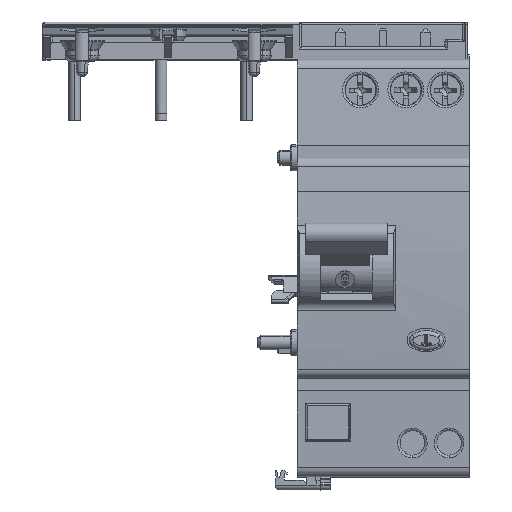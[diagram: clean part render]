
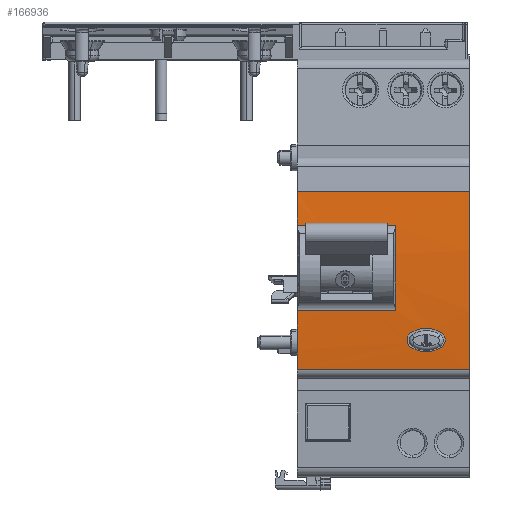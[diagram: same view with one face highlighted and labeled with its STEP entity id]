
A CAD part, top view. The second image highlights one B-rep face of the part: STEP entity #166936.
In plain terms, the highlighted cylindrical face has radius 200 mm (diameter 400 mm), a partial arc.
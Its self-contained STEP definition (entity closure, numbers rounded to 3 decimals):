
#158319=AXIS2_PLACEMENT_3D('Circle Axis2P3D',#158317,#158318,$) ;
#166888=AXIS2_PLACEMENT_3D('Cylinder Axis2P3D',#166885,#166886,#166887) ;
#166892=AXIS2_PLACEMENT_3D('Circle Axis2P3D',#166890,#166891,$) ;
#166897=AXIS2_PLACEMENT_3D('Circle Axis2P3D',#166895,#166896,$) ;
#166911=AXIS2_PLACEMENT_3D('Circle Axis2P3D',#166909,#166910,$) ;
#158106=CARTESIAN_POINT('Vertex',(13.075,-16.143,2.347)) ;
#158110=CARTESIAN_POINT('Control Point',(16.25,-17.1,2.268)) ;
#158111=CARTESIAN_POINT('Control Point',(15.409,-17.1,2.268)) ;
#158112=CARTESIAN_POINT('Control Point',(14.568,-16.936,2.282)) ;
#158113=CARTESIAN_POINT('Control Point',(13.776,-16.607,2.31)) ;
#158114=CARTESIAN_POINT('Control Point',(13.075,-16.143,2.347)) ;
#158115=CARTESIAN_POINT('Vertex',(16.25,-17.1,2.268)) ;
#158136=CARTESIAN_POINT('Control Point',(16.25,-17.1,2.268)) ;
#158137=CARTESIAN_POINT('Control Point',(17.091,-17.1,2.268)) ;
#158138=CARTESIAN_POINT('Control Point',(17.932,-16.936,2.282)) ;
#158139=CARTESIAN_POINT('Control Point',(18.724,-16.607,2.31)) ;
#158140=CARTESIAN_POINT('Control Point',(19.425,-16.143,2.347)) ;
#158141=CARTESIAN_POINT('Vertex',(19.425,-16.143,2.347)) ;
#158162=CARTESIAN_POINT('Control Point',(19.425,-16.143,2.347)) ;
#158163=CARTESIAN_POINT('Control Point',(19.963,-15.743,2.38)) ;
#158164=CARTESIAN_POINT('Control Point',(20.316,-15.093,2.432)) ;
#158165=CARTESIAN_POINT('Control Point',(20.316,-14.308,2.49)) ;
#158166=CARTESIAN_POINT('Control Point',(19.963,-13.657,2.534)) ;
#158167=CARTESIAN_POINT('Control Point',(19.425,-13.257,2.56)) ;
#158168=CARTESIAN_POINT('Vertex',(19.425,-13.257,2.56)) ;
#158190=CARTESIAN_POINT('Control Point',(16.25,-12.3,2.621)) ;
#158191=CARTESIAN_POINT('Control Point',(17.091,-12.3,2.621)) ;
#158192=CARTESIAN_POINT('Control Point',(17.932,-12.464,2.611)) ;
#158193=CARTESIAN_POINT('Control Point',(18.724,-12.793,2.591)) ;
#158194=CARTESIAN_POINT('Control Point',(19.425,-13.257,2.56)) ;
#158195=CARTESIAN_POINT('Vertex',(16.25,-12.3,2.621)) ;
#158216=CARTESIAN_POINT('Control Point',(16.25,-12.3,2.621)) ;
#158217=CARTESIAN_POINT('Control Point',(15.409,-12.3,2.621)) ;
#158218=CARTESIAN_POINT('Control Point',(14.568,-12.464,2.611)) ;
#158219=CARTESIAN_POINT('Control Point',(13.776,-12.793,2.591)) ;
#158220=CARTESIAN_POINT('Control Point',(13.075,-13.257,2.56)) ;
#158221=CARTESIAN_POINT('Vertex',(13.075,-13.257,2.56)) ;
#158242=CARTESIAN_POINT('Control Point',(13.075,-16.143,2.347)) ;
#158243=CARTESIAN_POINT('Control Point',(12.537,-15.743,2.38)) ;
#158244=CARTESIAN_POINT('Control Point',(12.184,-15.093,2.432)) ;
#158245=CARTESIAN_POINT('Control Point',(12.184,-14.308,2.49)) ;
#158246=CARTESIAN_POINT('Control Point',(12.537,-13.657,2.534)) ;
#158247=CARTESIAN_POINT('Control Point',(13.075,-13.257,2.56)) ;
#158269=CARTESIAN_POINT('Vertex',(10.,-8.681,2.812)) ;
#158279=CARTESIAN_POINT('Vertex',(-10.,-8.681,2.812)) ;
#158282=CARTESIAN_POINT('Line Origine',(-7.65,-8.681,2.812)) ;
#158286=CARTESIAN_POINT('Vertex',(-5.3,-8.681,2.812)) ;
#158289=CARTESIAN_POINT('Line Origine',(-7.65,-8.681,2.812)) ;
#158293=CARTESIAN_POINT('Vertex',(5.3,-8.681,2.812)) ;
#158296=CARTESIAN_POINT('Line Origine',(-7.65,-8.681,2.812)) ;
#158317=CARTESIAN_POINT('Axis2P3D Location',(10.,0.,-197.)) ;
#158321=CARTESIAN_POINT('Vertex',(10.,8.681,2.812)) ;
#158346=CARTESIAN_POINT('Line Origine',(-7.65,8.681,2.812)) ;
#158350=CARTESIAN_POINT('Vertex',(5.3,8.681,2.812)) ;
#158353=CARTESIAN_POINT('Line Origine',(-7.65,8.681,2.812)) ;
#158357=CARTESIAN_POINT('Vertex',(-5.3,8.681,2.812)) ;
#158360=CARTESIAN_POINT('Line Origine',(-7.65,8.681,2.812)) ;
#158364=CARTESIAN_POINT('Vertex',(-10.,8.681,2.812)) ;
#166840=CARTESIAN_POINT('Line Origine',(7.5,-20.707,1.925)) ;
#166844=CARTESIAN_POINT('Vertex',(-10.,-20.707,1.925)) ;
#166846=CARTESIAN_POINT('Vertex',(25.,-20.707,1.925)) ;
#166885=CARTESIAN_POINT('Axis2P3D Location',(7.5,0.,-197.)) ;
#166890=CARTESIAN_POINT('Axis2P3D Location',(-10.,0.,-197.)) ;
#166895=CARTESIAN_POINT('Axis2P3D Location',(25.,0.,-197.)) ;
#166899=CARTESIAN_POINT('Vertex',(25.,15.5,2.398)) ;
#166902=CARTESIAN_POINT('Line Origine',(7.5,15.5,2.398)) ;
#166906=CARTESIAN_POINT('Vertex',(-10.,15.5,2.398)) ;
#166909=CARTESIAN_POINT('Axis2P3D Location',(-10.,0.,-197.)) ;
#158283=DIRECTION('Vector Direction',(1.,0.,0.)) ;
#158290=DIRECTION('Vector Direction',(1.,0.,0.)) ;
#158297=DIRECTION('Vector Direction',(1.,0.,0.)) ;
#158318=DIRECTION('Axis2P3D Direction',(-1.,0.,0.)) ;
#158347=DIRECTION('Vector Direction',(1.,0.,0.)) ;
#158354=DIRECTION('Vector Direction',(1.,0.,0.)) ;
#158361=DIRECTION('Vector Direction',(1.,0.,0.)) ;
#166841=DIRECTION('Vector Direction',(1.,0.,0.)) ;
#166886=DIRECTION('Axis2P3D Direction',(1.,0.,0.)) ;
#166887=DIRECTION('Axis2P3D XDirection',(0.,0.078,0.997)) ;
#166891=DIRECTION('Axis2P3D Direction',(1.,0.,0.)) ;
#166896=DIRECTION('Axis2P3D Direction',(1.,0.,0.)) ;
#166903=DIRECTION('Vector Direction',(1.,0.,0.)) ;
#166910=DIRECTION('Axis2P3D Direction',(1.,0.,0.)) ;
#158284=VECTOR('Line Direction',#158283,1.) ;
#158291=VECTOR('Line Direction',#158290,1.) ;
#158298=VECTOR('Line Direction',#158297,1.) ;
#158348=VECTOR('Line Direction',#158347,1.) ;
#158355=VECTOR('Line Direction',#158354,1.) ;
#158362=VECTOR('Line Direction',#158361,1.) ;
#166842=VECTOR('Line Direction',#166841,1.) ;
#166904=VECTOR('Line Direction',#166903,1.) ;
#166915=ORIENTED_EDGE('',*,*,#166894,.T.) ;
#166916=ORIENTED_EDGE('',*,*,#166848,.T.) ;
#166917=ORIENTED_EDGE('',*,*,#166901,.F.) ;
#166918=ORIENTED_EDGE('',*,*,#166908,.F.) ;
#166919=ORIENTED_EDGE('',*,*,#166913,.T.) ;
#166920=ORIENTED_EDGE('',*,*,#158366,.T.) ;
#166921=ORIENTED_EDGE('',*,*,#158359,.T.) ;
#166922=ORIENTED_EDGE('',*,*,#158352,.F.) ;
#166923=ORIENTED_EDGE('',*,*,#158323,.F.) ;
#166924=ORIENTED_EDGE('',*,*,#158300,.T.) ;
#166925=ORIENTED_EDGE('',*,*,#158295,.F.) ;
#166926=ORIENTED_EDGE('',*,*,#158288,.F.) ;
#166929=ORIENTED_EDGE('',*,*,#158248,.T.) ;
#166930=ORIENTED_EDGE('',*,*,#158223,.F.) ;
#166931=ORIENTED_EDGE('',*,*,#158197,.T.) ;
#166932=ORIENTED_EDGE('',*,*,#158170,.F.) ;
#166933=ORIENTED_EDGE('',*,*,#158143,.F.) ;
#166934=ORIENTED_EDGE('',*,*,#158117,.T.) ;
#166935=FACE_BOUND('',#166928,.T.) ;
#166936=ADVANCED_FACE('04232401-2420_000_F0_CALOTTA 4P 2M_2PA.1\\Calotta:_4P_2M',(#166927,#166935),#166889,.T.) ;
#158109=B_SPLINE_CURVE_WITH_KNOTS('',4,(#158110,#158111,#158112,#158113,#158114),.UNSPECIFIED.,.F.,.U.,(5,5),(0.,4.758),.UNSPECIFIED.) ;
#158135=B_SPLINE_CURVE_WITH_KNOTS('',4,(#158136,#158137,#158138,#158139,#158140),.UNSPECIFIED.,.F.,.U.,(5,5),(0.,4.758),.UNSPECIFIED.) ;
#158161=B_SPLINE_CURVE_WITH_KNOTS('',5,(#158162,#158163,#158164,#158165,#158166,#158167),.UNSPECIFIED.,.F.,.U.,(6,6),(0.,4.747),.UNSPECIFIED.) ;
#158189=B_SPLINE_CURVE_WITH_KNOTS('',4,(#158190,#158191,#158192,#158193,#158194),.UNSPECIFIED.,.F.,.U.,(5,5),(0.,4.758),.UNSPECIFIED.) ;
#158215=B_SPLINE_CURVE_WITH_KNOTS('',4,(#158216,#158217,#158218,#158219,#158220),.UNSPECIFIED.,.F.,.U.,(5,5),(0.,4.758),.UNSPECIFIED.) ;
#158241=B_SPLINE_CURVE_WITH_KNOTS('',5,(#158242,#158243,#158244,#158245,#158246,#158247),.UNSPECIFIED.,.F.,.U.,(6,6),(0.,4.747),.UNSPECIFIED.) ;
#158320=CIRCLE('generated circle',#158319,200.) ;
#166893=CIRCLE('generated circle',#166892,200.) ;
#166898=CIRCLE('generated circle',#166897,200.) ;
#166912=CIRCLE('generated circle',#166911,200.) ;
#166889=CYLINDRICAL_SURFACE('generated cylinder',#166888,200.) ;
#158117=EDGE_CURVE('',#158116,#158107,#158109,.T.) ;
#158143=EDGE_CURVE('',#158116,#158142,#158135,.T.) ;
#158170=EDGE_CURVE('',#158142,#158169,#158161,.T.) ;
#158197=EDGE_CURVE('',#158196,#158169,#158189,.T.) ;
#158223=EDGE_CURVE('',#158196,#158222,#158215,.T.) ;
#158248=EDGE_CURVE('',#158107,#158222,#158241,.T.) ;
#158288=EDGE_CURVE('',#158280,#158287,#158285,.T.) ;
#158295=EDGE_CURVE('',#158287,#158294,#158292,.T.) ;
#158300=EDGE_CURVE('',#158270,#158294,#158299,.F.) ;
#158323=EDGE_CURVE('',#158270,#158322,#158320,.T.) ;
#158352=EDGE_CURVE('',#158322,#158351,#158349,.F.) ;
#158359=EDGE_CURVE('',#158358,#158351,#158356,.T.) ;
#158366=EDGE_CURVE('',#158365,#158358,#158363,.T.) ;
#166848=EDGE_CURVE('',#166845,#166847,#166843,.T.) ;
#166894=EDGE_CURVE('',#158280,#166845,#166893,.T.) ;
#166901=EDGE_CURVE('',#166900,#166847,#166898,.T.) ;
#166908=EDGE_CURVE('',#166907,#166900,#166905,.T.) ;
#166913=EDGE_CURVE('',#166907,#158365,#166912,.T.) ;
#166914=EDGE_LOOP('',(#166915,#166916,#166917,#166918,#166919,#166920,#166921,#166922,#166923,#166924,#166925,#166926)) ;
#166928=EDGE_LOOP('',(#166929,#166930,#166931,#166932,#166933,#166934)) ;
#166927=FACE_OUTER_BOUND('',#166914,.T.) ;
#158285=LINE('Line',#158282,#158284) ;
#158292=LINE('Line',#158289,#158291) ;
#158299=LINE('Line',#158296,#158298) ;
#158349=LINE('Line',#158346,#158348) ;
#158356=LINE('Line',#158353,#158355) ;
#158363=LINE('Line',#158360,#158362) ;
#166843=LINE('Line',#166840,#166842) ;
#166905=LINE('Line',#166902,#166904) ;
#158107=VERTEX_POINT('',#158106) ;
#158116=VERTEX_POINT('',#158115) ;
#158142=VERTEX_POINT('',#158141) ;
#158169=VERTEX_POINT('',#158168) ;
#158196=VERTEX_POINT('',#158195) ;
#158222=VERTEX_POINT('',#158221) ;
#158270=VERTEX_POINT('',#158269) ;
#158280=VERTEX_POINT('',#158279) ;
#158287=VERTEX_POINT('',#158286) ;
#158294=VERTEX_POINT('',#158293) ;
#158322=VERTEX_POINT('',#158321) ;
#158351=VERTEX_POINT('',#158350) ;
#158358=VERTEX_POINT('',#158357) ;
#158365=VERTEX_POINT('',#158364) ;
#166845=VERTEX_POINT('',#166844) ;
#166847=VERTEX_POINT('',#166846) ;
#166900=VERTEX_POINT('',#166899) ;
#166907=VERTEX_POINT('',#166906) ;
